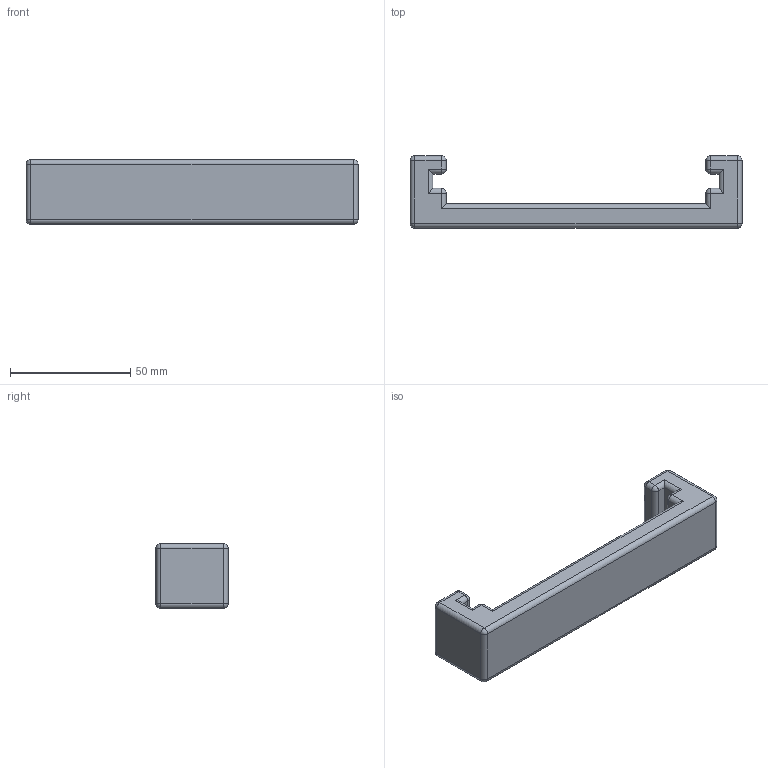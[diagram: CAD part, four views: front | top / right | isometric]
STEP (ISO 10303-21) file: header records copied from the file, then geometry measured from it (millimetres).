
FILE_DESCRIPTION(/* description */ (''),/* implementation_level */ '2;1');
FILE_NAME(/* name */ 'uMule-battery_cover-x1.stp',/* time_stamp */ '2024-10-29T19:17:14+01:00',/* author */ ('owozn'),/* organization */ (''),/* preprocessor_version */ 'ST-DEVELOPER v20',/* originating_system */ 'Autodesk Inventor 2024',/* authorisation */ '');
FILE_SCHEMA (('AUTOMOTIVE_DESIGN { 1 0 10303 214 3 1 1 }'));
Length unit declared in the file: millimetre
Products named in the file (1): uMule-battery_cover
Bounding box: 138 x 30 x 27 mm (x, y, z)
Volume: 50780.5 mm3; surface area: 13654.4 mm2
Topology: 1 solids, 1 shells, 80 faces, 162 edges, 84 vertices
Faces by surface type: cylinder 42, sphere 20, plane 18
Entity records: 2065 total; most frequent: DIRECTION 396, CARTESIAN_POINT 327, ORIENTED_EDGE 324, EDGE_CURVE 162, AXIS2_PLACEMENT_3D 153, LINE 90, VECTOR 90, VERTEX_POINT 84
